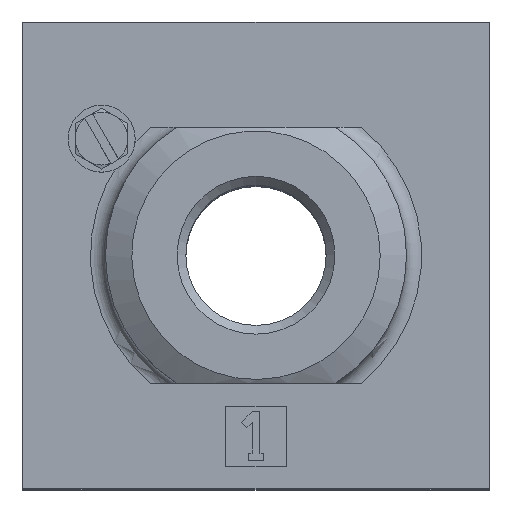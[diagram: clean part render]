
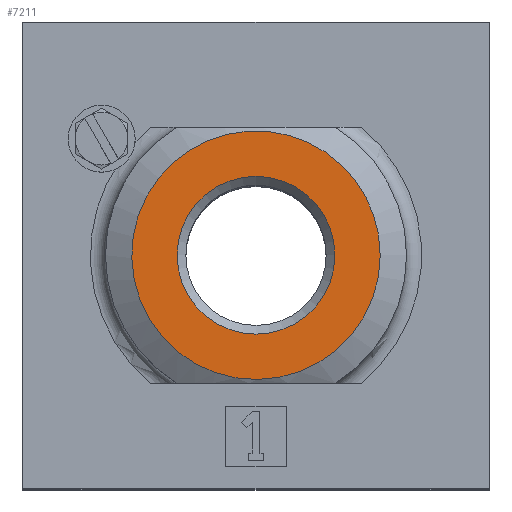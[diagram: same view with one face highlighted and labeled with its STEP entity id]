
A CAD part, top view. The second image highlights one B-rep face of the part: STEP entity #7211.
In plain terms, the highlighted face is planar.
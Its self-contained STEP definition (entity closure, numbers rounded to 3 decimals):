
#2219=ORIENTED_EDGE('',*,*,#4308,.F.);
#2220=ORIENTED_EDGE('',*,*,#4305,.T.);
#4305=EDGE_CURVE('',#5329,#5329,#5880,.T.);
#4308=EDGE_CURVE('',#5330,#5330,#5881,.T.);
#5329=VERTEX_POINT('',#11071);
#5330=VERTEX_POINT('',#11090);
#5880=CIRCLE('',#7726,16.5);
#5881=CIRCLE('',#7728,10.478);
#6119=EDGE_LOOP('',(#2219));
#6120=EDGE_LOOP('',(#2220));
#6542=FACE_BOUND('',#6119,.T.);
#6543=FACE_BOUND('',#6120,.T.);
#6944=PLANE('',#7727);
#7211=ADVANCED_FACE('',(#6542,#6543),#6944,.F.);
#7726=AXIS2_PLACEMENT_3D('',#11070,#8753,#8754);
#7727=AXIS2_PLACEMENT_3D('',#11088,#8755,#8756);
#7728=AXIS2_PLACEMENT_3D('',#11089,#8757,#8758);
#8753=DIRECTION('',(0.,0.,-1.));
#8754=DIRECTION('',(-1.,0.,0.));
#8755=DIRECTION('',(0.,0.,1.));
#8756=DIRECTION('',(1.,0.,0.));
#8757=DIRECTION('',(0.,0.,-1.));
#8758=DIRECTION('',(-1.,0.,0.));
#11070=CARTESIAN_POINT('',(0.,0.,-13.5));
#11071=CARTESIAN_POINT('',(-16.5,0.,-13.5));
#11088=CARTESIAN_POINT('',(0.,16.5,-13.5));
#11089=CARTESIAN_POINT('',(0.,0.,-13.5));
#11090=CARTESIAN_POINT('',(-10.478,0.,-13.5));
